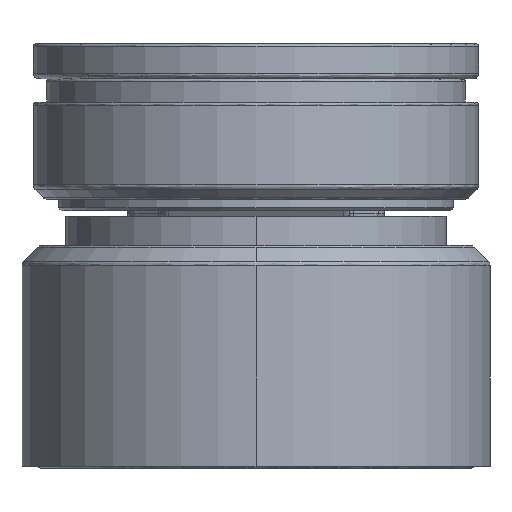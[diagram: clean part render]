
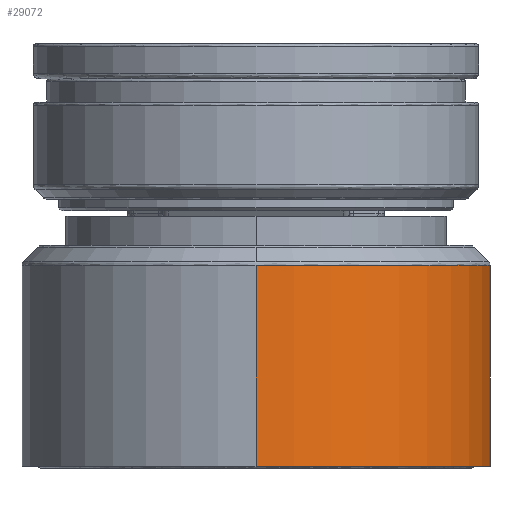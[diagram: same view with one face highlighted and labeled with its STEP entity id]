
A CAD part, left-side view. The second image highlights one B-rep face of the part: STEP entity #29072.
In plain terms, the highlighted cylindrical face has radius 40 mm (diameter 80 mm), a partial arc.
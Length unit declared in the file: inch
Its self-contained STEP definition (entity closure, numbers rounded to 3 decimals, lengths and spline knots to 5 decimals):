
#1189 = EDGE_CURVE ( 'NONE', #54960, #21136, #28469, .T. ) ;
#2883 = VERTEX_POINT ( 'NONE', #24271 ) ;
#5070 = EDGE_CURVE ( 'NONE', #2883, #54960, #16165, .T. ) ;
#8496 = CIRCLE ( 'NONE', #56658, 1.5748 ) ;
#9335 = DIRECTION ( 'NONE',  ( 0., 0., -1. ) ) ;
#9564 = CARTESIAN_POINT ( 'NONE',  ( -1.5748, 0., 1.34983 ) ) ;
#9926 = DIRECTION ( 'NONE',  ( 0., 0., 1. ) ) ;
#13665 = CARTESIAN_POINT ( 'NONE',  ( 0., 0., 1.34983 ) ) ;
#16165 = CIRCLE ( 'NONE', #32490, 1.5748 ) ;
#19036 = EDGE_CURVE ( 'NONE', #23752, #2883, #25428, .T. ) ;
#19253 = DIRECTION ( 'NONE',  ( -1., 0., 0. ) ) ;
#21136 = VERTEX_POINT ( 'NONE', #33378 ) ;
#22422 = EDGE_LOOP ( 'NONE', ( #28793, #40917, #56205, #49352 ) ) ;
#23752 = VERTEX_POINT ( 'NONE', #9564 ) ;
#24271 = CARTESIAN_POINT ( 'NONE',  ( -1.5748, 0., 0. ) ) ;
#25428 = LINE ( 'NONE', #32222, #52669 ) ;
#27932 = CARTESIAN_POINT ( 'NONE',  ( 0., 0., 0. ) ) ;
#28469 = LINE ( 'NONE', #61304, #52506 ) ;
#28793 = ORIENTED_EDGE ( 'NONE', *, *, #35768, .T. ) ;
#29072 = ADVANCED_FACE ( 'NONE', ( #37137 ), #41092, .T. ) ;
#32222 = CARTESIAN_POINT ( 'NONE',  ( -1.5748, 0., 1.48425 ) ) ;
#32490 = AXIS2_PLACEMENT_3D ( 'NONE', #27932, #59215, #39093 ) ;
#33378 = CARTESIAN_POINT ( 'NONE',  ( 0.82687, -1.34026, 1.34983 ) ) ;
#33997 = DIRECTION ( 'NONE',  ( 0., 0., -1. ) ) ;
#35768 = EDGE_CURVE ( 'NONE', #21136, #23752, #8496, .T. ) ;
#37137 = FACE_OUTER_BOUND ( 'NONE', #22422, .T. ) ;
#39093 = DIRECTION ( 'NONE',  ( -1., 0., 0. ) ) ;
#40329 = CARTESIAN_POINT ( 'NONE',  ( 0., 0., 1.48425 ) ) ;
#40917 = ORIENTED_EDGE ( 'NONE', *, *, #19036, .T. ) ;
#41092 = CYLINDRICAL_SURFACE ( 'NONE', #53461, 1.5748 ) ;
#49352 = ORIENTED_EDGE ( 'NONE', *, *, #1189, .T. ) ;
#52506 = VECTOR ( 'NONE', #9926, 39.37008 ) ;
#52669 = VECTOR ( 'NONE', #58165, 39.37008 ) ;
#53461 = AXIS2_PLACEMENT_3D ( 'NONE', #40329, #9335, #55347 ) ;
#54960 = VERTEX_POINT ( 'NONE', #55159 ) ;
#55159 = CARTESIAN_POINT ( 'NONE',  ( 0.82687, -1.34026, 0. ) ) ;
#55347 = DIRECTION ( 'NONE',  ( -1., 0., 0. ) ) ;
#56205 = ORIENTED_EDGE ( 'NONE', *, *, #5070, .T. ) ;
#56658 = AXIS2_PLACEMENT_3D ( 'NONE', #13665, #33997, #19253 ) ;
#58165 = DIRECTION ( 'NONE',  ( 0., 0., -1. ) ) ;
#59215 = DIRECTION ( 'NONE',  ( 0., 0., 1. ) ) ;
#61304 = CARTESIAN_POINT ( 'NONE',  ( 0.82687, -1.34026, 1.48425 ) ) ;
